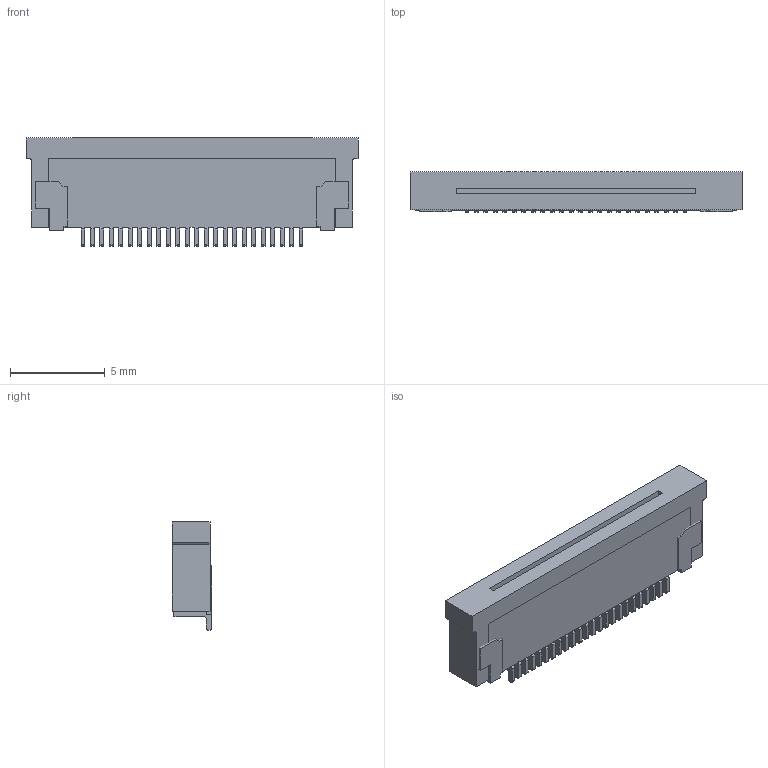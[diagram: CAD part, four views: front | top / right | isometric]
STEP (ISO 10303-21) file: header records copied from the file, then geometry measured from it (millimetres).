
FILE_DESCRIPTION (( 'STEP AP214' ), '1' );
FILE_NAME ('1025.STEP', '2022-09-09T03:11:52', ( '' ), ( '' ), 'SwSTEP 2.0', 'SolidWorks 2021', '' );
FILE_SCHEMA (( 'AUTOMOTIVE_DESIGN' ));
Length unit declared in the file: millimetre
Products named in the file (1): 1025
Bounding box: 17.5 x 2.1 x 5.7 mm (x, y, z)
Surface area: 532.5 mm2 (no closed solid volume)
Topology: 0 solids, 29 shells, 346 faces, 868 edges, 580 vertices
Faces by surface type: plane 248, cylinder 98
Entity records: 10565 total; most frequent: CARTESIAN_POINT 1795, DIRECTION 1758, ORIENTED_EDGE 1728, EDGE_CURVE 868, LINE 672, VECTOR 672, VERTEX_POINT 580, AXIS2_PLACEMENT_3D 543
